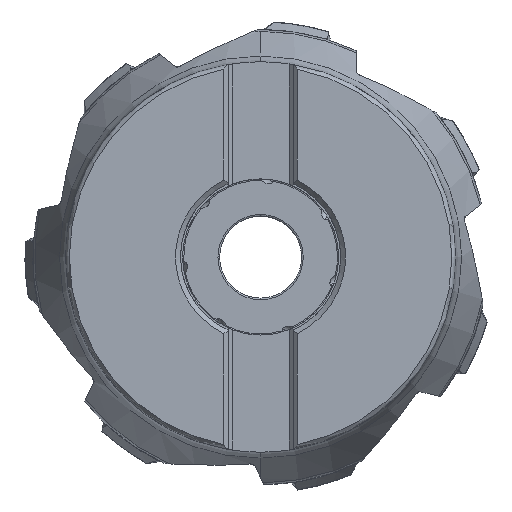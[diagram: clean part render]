
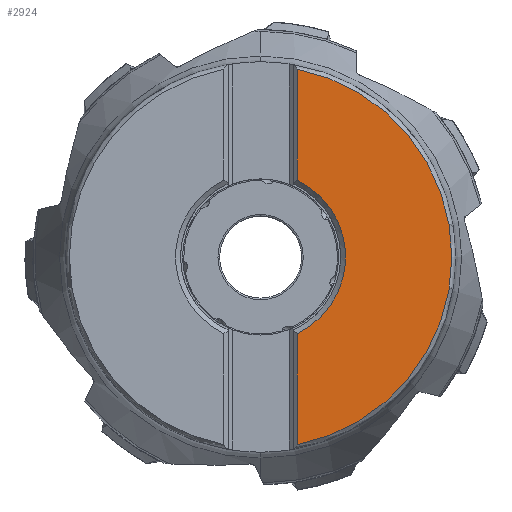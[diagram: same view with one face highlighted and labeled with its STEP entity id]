
A CAD part, top view. The second image highlights one B-rep face of the part: STEP entity #2924.
In plain terms, the highlighted planar face has unit normal (0, 0, 1).
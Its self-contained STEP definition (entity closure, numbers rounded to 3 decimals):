
#217=PLANE('',#18199);
#1161=LINE('',#29805,#1938);
#1162=LINE('',#29809,#1939);
#1938=VECTOR('',#20876,1.);
#1939=VECTOR('',#20879,1.);
#2924=ADVANCED_FACE('',(#3978),#217,.F.);
#3978=FACE_OUTER_BOUND('',#4928,.T.);
#4928=EDGE_LOOP('',(#7810,#7811,#7812,#7813,#7814));
#5922=CIRCLE('',#18195,46.679);
#5923=CIRCLE('',#18196,46.679);
#5924=CIRCLE('',#18198,20.75);
#7810=ORIENTED_EDGE('',*,*,#14759,.F.);
#7811=ORIENTED_EDGE('',*,*,#14760,.F.);
#7812=ORIENTED_EDGE('',*,*,#14761,.F.);
#7813=ORIENTED_EDGE('',*,*,#14758,.F.);
#7814=ORIENTED_EDGE('',*,*,#14757,.F.);
#12812=VERTEX_POINT('',#29778);
#12815=VERTEX_POINT('',#29800);
#12816=VERTEX_POINT('',#29802);
#12817=VERTEX_POINT('',#29806);
#12818=VERTEX_POINT('',#29808);
#14757=EDGE_CURVE('',#12815,#12816,#5922,.T.);
#14758=EDGE_CURVE('',#12816,#12812,#5923,.T.);
#14759=EDGE_CURVE('',#12817,#12815,#1161,.T.);
#14760=EDGE_CURVE('',#12818,#12817,#5924,.T.);
#14761=EDGE_CURVE('',#12812,#12818,#1162,.T.);
#18195=AXIS2_PLACEMENT_3D('',#29801,#20870,#20871);
#18196=AXIS2_PLACEMENT_3D('',#29803,#20872,#20873);
#18198=AXIS2_PLACEMENT_3D('',#29807,#20877,#20878);
#18199=AXIS2_PLACEMENT_3D('',#29810,#20880,#20881);
#20870=DIRECTION('',(0.,0.,-1.));
#20871=DIRECTION('',(0.191,0.981,0.));
#20872=DIRECTION('',(0.,0.,-1.));
#20873=DIRECTION('',(1.,-0.002,0.));
#20876=DIRECTION('',(0.,1.,0.));
#20877=DIRECTION('',(0.,0.,1.));
#20878=DIRECTION('',(0.431,-0.902,0.));
#20879=DIRECTION('',(0.,1.,0.));
#20880=DIRECTION('',(0.,0.,-1.));
#20881=DIRECTION('',(1.,0.,0.));
#29778=CARTESIAN_POINT('',(8.937,-45.815,0.));
#29800=CARTESIAN_POINT('',(8.937,45.815,0.));
#29801=CARTESIAN_POINT('',(0.,0.,0.));
#29802=CARTESIAN_POINT('',(46.678,-0.115,0.));
#29803=CARTESIAN_POINT('',(0.,0.,0.));
#29805=CARTESIAN_POINT('',(8.938,18.727,0.));
#29806=CARTESIAN_POINT('',(8.938,18.727,0.));
#29807=CARTESIAN_POINT('',(0.,0.,0.));
#29808=CARTESIAN_POINT('',(8.938,-18.727,0.));
#29809=CARTESIAN_POINT('',(8.938,-45.815,0.));
#29810=CARTESIAN_POINT('',(50.,69.026,0.));
